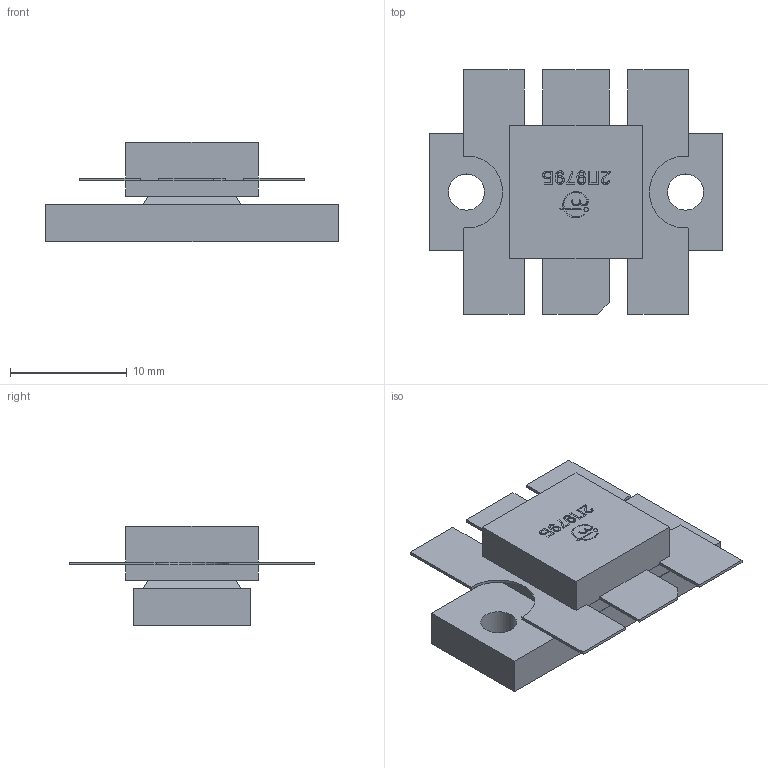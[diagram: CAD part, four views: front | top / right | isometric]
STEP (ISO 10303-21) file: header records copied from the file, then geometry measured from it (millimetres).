
FILE_DESCRIPTION(('STEP AP242'), '1');
FILE_NAME('2Ï979Á', '', ('UNSPECIFIED'), ('UNSPECIFIED'), 'C3D Converter', 'C3D Toolkit', '');
FILE_SCHEMA(('AP242_MANAGED_MODEL_BASED_3D_ENGINEERING_MIM_LF { 1 0 10303 442 1 1 4 }'));
Length unit declared in the file: millimetre
Bounding box: 25.1 x 21 x 8.5 mm (x, y, z)
Volume: 1458.2 mm3; surface area: 1575.7 mm2
Topology: 1 solids, 1 shells, 207 faces, 573 edges, 382 vertices
Faces by surface type: plane 95, extrusion 93, cylinder 19
Full cylindrical faces by diameter (mm): 0.378 x1, 3.1 x2
Entity records: 8375 total; most frequent: CARTESIAN_POINT 1718, ORIENTED_EDGE 1140, DIRECTION 745, EDGE_CURVE 570, VECTOR 439, VERTEX_POINT 382, LINE 346, B_SPLINE_CURVE_WITH_KNOTS 279
